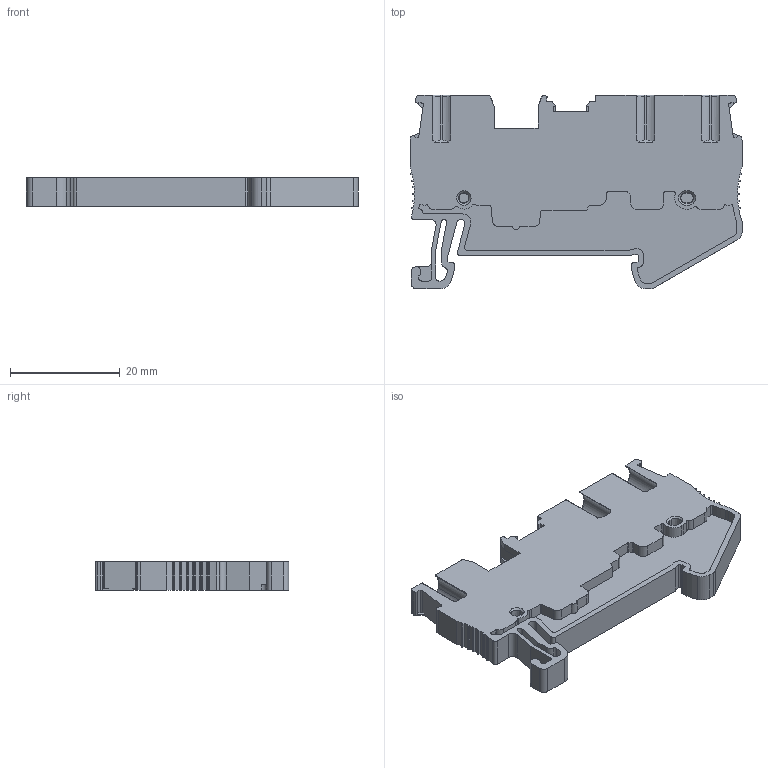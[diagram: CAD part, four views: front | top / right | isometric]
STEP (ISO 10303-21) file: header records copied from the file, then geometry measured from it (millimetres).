
FILE_DESCRIPTION((''),'2;1');
FILE_NAME('5YB576487-_ASM','2021-03-04T',('Administrator'),(''),'PRO/ENGINEER BY PARAMETRIC TECHNOLOGY CORPORATION, 2013230','PRO/ENGINEER BY PARAMETRIC TECHNOLOGY CORPORATION, 2013230','');
FILE_SCHEMA(('CONFIG_CONTROL_DESIGN'));
Length unit declared in the file: millimetre
Products named in the file (1): 5YB576487-_ASM
Bounding box: 60.4 x 35.2 x 5.2 mm (x, y, z)
Volume: 7023.4 mm3; surface area: 6270 mm2
Topology: 1 solids, 3 shells, 599 faces, 1701 edges, 1120 vertices
Faces by surface type: plane 378, cylinder 185, torus 16, bspline 12, cone 8
Entity records: 20484 total; most frequent: CARTESIAN_POINT 4099, ORIENTED_EDGE 3402, DIRECTION 3130, EDGE_CURVE 1701, VECTOR 1226, LINE 1226, VERTEX_POINT 1120, AXIS2_PLACEMENT_3D 952
